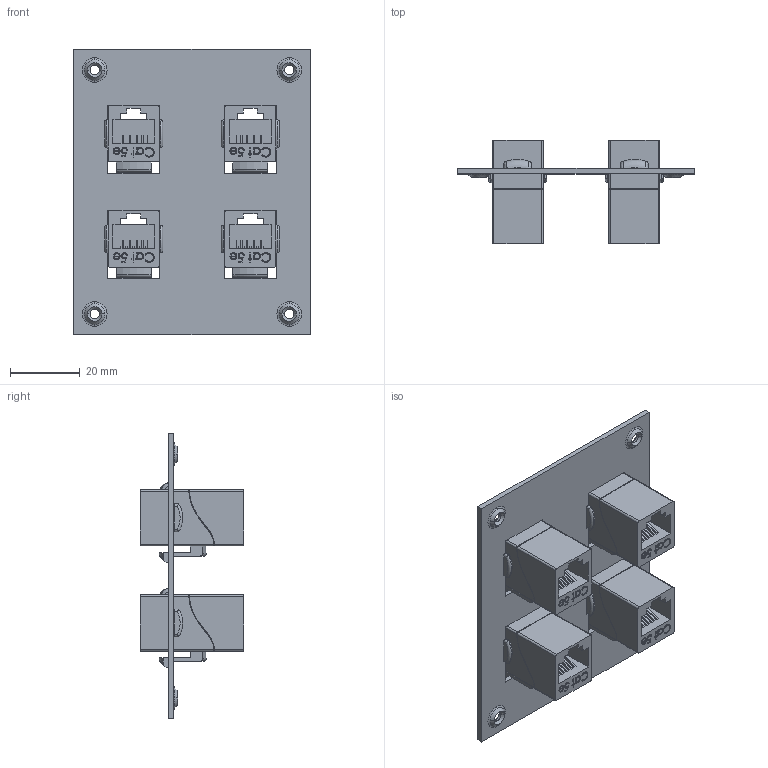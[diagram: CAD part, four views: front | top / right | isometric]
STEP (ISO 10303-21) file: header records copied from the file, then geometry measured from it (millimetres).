
FILE_DESCRIPTION (( 'STEP AP203' ), '1' );
FILE_NAME ('USP4MC5B.STEP', '2014-11-12T21:39:29', ( 'x' ), ( '' ), 'SwSTEP 2.0', 'SolidWorks 2014', '' );
FILE_SCHEMA (( 'CONFIG_CONTROL_DESIGN' ));
Length unit declared in the file: inch
Products named in the file (3): 1AR03-002; TDG1026KC5 DC_no label; USP4MC5B
Assembly tree (5 placements, depth 2):
  USP4MC5B
    1AR03-002
    TDG1026KC5 DC_no label  x4
Bounding box: 68.07 x 29.8 x 82.04 mm (x, y, z)
Volume: 27557.7 mm3; surface area: 25539.4 mm2
Topology: 5 solids, 5 shells, 1238 faces, 3428 edges, 2272 vertices
Faces by surface type: plane 806, bspline 320, cylinder 56, torus 32, cone 24
Entity records: 16034 total; most frequent: CARTESIAN_POINT 6740, ORIENTED_EDGE 2008, DIRECTION 1539, EDGE_CURVE 1004, LINE 685, VECTOR 685, VERTEX_POINT 664, EDGE_LOOP 430
